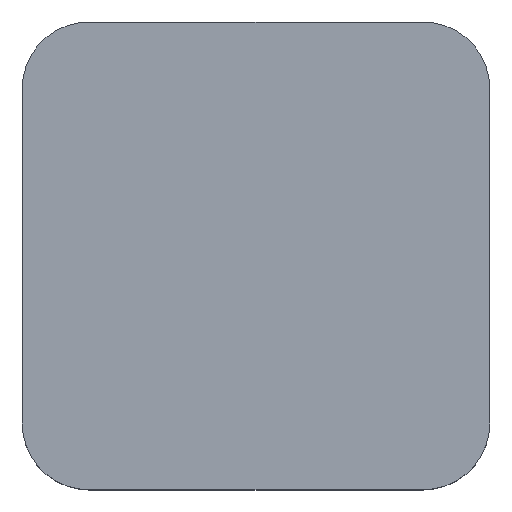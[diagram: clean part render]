
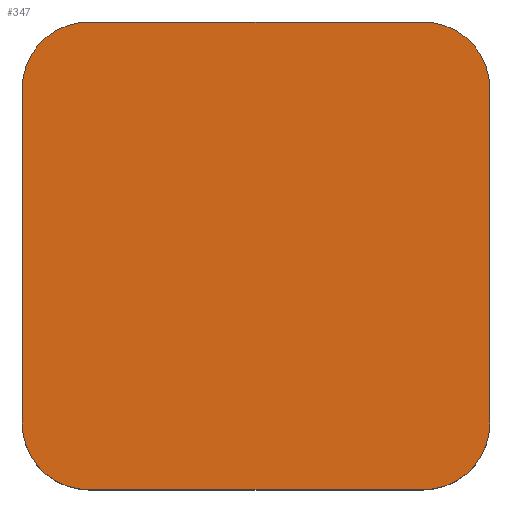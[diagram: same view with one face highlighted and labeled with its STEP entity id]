
A CAD part, top view. The second image highlights one B-rep face of the part: STEP entity #347.
In plain terms, the highlighted planar face has unit normal (0, 0, 1).
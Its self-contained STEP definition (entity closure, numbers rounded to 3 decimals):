
#25=PLANE('',#405);
#44=FACE_OUTER_BOUND('',#64,.T.);
#64=EDGE_LOOP('',(#306,#307,#308,#309,#310,#311,#312,#313));
#76=LINE('',#553,#108);
#82=LINE('',#568,#114);
#84=LINE('',#574,#116);
#97=LINE('',#608,#129);
#108=VECTOR('',#443,10.);
#114=VECTOR('',#459,10.);
#116=VECTOR('',#467,10.);
#129=VECTOR('',#506,10.);
#130=CIRCLE('',#373,2.);
#139=CIRCLE('',#385,2.);
#140=CIRCLE('',#387,2.);
#141=CIRCLE('',#390,2.);
#146=VERTEX_POINT('',#513);
#147=VERTEX_POINT('',#514);
#164=VERTEX_POINT('',#552);
#165=VERTEX_POINT('',#556);
#166=VERTEX_POINT('',#560);
#167=VERTEX_POINT('',#561);
#168=VERTEX_POINT('',#566);
#169=VERTEX_POINT('',#570);
#178=EDGE_CURVE('',#146,#147,#130,.T.);
#197=EDGE_CURVE('',#164,#147,#76,.T.);
#199=EDGE_CURVE('',#164,#165,#139,.T.);
#201=EDGE_CURVE('',#166,#167,#140,.T.);
#205=EDGE_CURVE('',#166,#168,#82,.T.);
#206=EDGE_CURVE('',#169,#168,#141,.T.);
#208=EDGE_CURVE('',#169,#165,#84,.T.);
#225=EDGE_CURVE('',#146,#167,#97,.T.);
#306=ORIENTED_EDGE('',*,*,#178,.F.);
#307=ORIENTED_EDGE('',*,*,#225,.T.);
#308=ORIENTED_EDGE('',*,*,#201,.F.);
#309=ORIENTED_EDGE('',*,*,#205,.T.);
#310=ORIENTED_EDGE('',*,*,#206,.F.);
#311=ORIENTED_EDGE('',*,*,#208,.T.);
#312=ORIENTED_EDGE('',*,*,#199,.F.);
#313=ORIENTED_EDGE('',*,*,#197,.T.);
#347=ADVANCED_FACE('',(#44),#25,.T.);
#373=AXIS2_PLACEMENT_3D('',#515,#411,#412);
#385=AXIS2_PLACEMENT_3D('',#557,#447,#448);
#387=AXIS2_PLACEMENT_3D('',#562,#452,#453);
#390=AXIS2_PLACEMENT_3D('',#571,#462,#463);
#405=AXIS2_PLACEMENT_3D('',#609,#507,#508);
#411=DIRECTION('center_axis',(0.,0.,-1.));
#412=DIRECTION('ref_axis',(0.707,-0.707,0.));
#443=DIRECTION('',(1.,0.,0.));
#447=DIRECTION('center_axis',(0.,0.,-1.));
#448=DIRECTION('ref_axis',(-0.707,-0.707,0.));
#452=DIRECTION('center_axis',(0.,0.,-1.));
#453=DIRECTION('ref_axis',(0.707,0.707,0.));
#459=DIRECTION('',(-1.,0.,0.));
#462=DIRECTION('center_axis',(0.,0.,-1.));
#463=DIRECTION('ref_axis',(-0.707,0.707,0.));
#467=DIRECTION('',(0.,-1.,0.));
#506=DIRECTION('',(0.,1.,0.));
#507=DIRECTION('center_axis',(0.,0.,1.));
#508=DIRECTION('ref_axis',(1.,0.,0.));
#513=CARTESIAN_POINT('',(7.,-5.,1.25));
#514=CARTESIAN_POINT('',(5.,-7.,1.25));
#515=CARTESIAN_POINT('Origin',(5.,-5.,1.25));
#552=CARTESIAN_POINT('',(-5.,-7.,1.25));
#553=CARTESIAN_POINT('',(-7.,-7.,1.25));
#556=CARTESIAN_POINT('',(-7.,-5.,1.25));
#557=CARTESIAN_POINT('Origin',(-5.,-5.,1.25));
#560=CARTESIAN_POINT('',(5.,7.,1.25));
#561=CARTESIAN_POINT('',(7.,5.,1.25));
#562=CARTESIAN_POINT('Origin',(5.,5.,1.25));
#566=CARTESIAN_POINT('',(-5.,7.,1.25));
#568=CARTESIAN_POINT('',(7.,7.,1.25));
#570=CARTESIAN_POINT('',(-7.,5.,1.25));
#571=CARTESIAN_POINT('Origin',(-5.,5.,1.25));
#574=CARTESIAN_POINT('',(-7.,7.,1.25));
#608=CARTESIAN_POINT('',(7.,-7.,1.25));
#609=CARTESIAN_POINT('Origin',(0.,0.,1.25));
